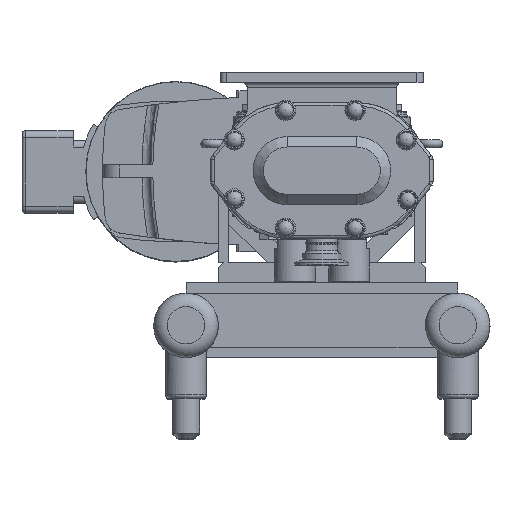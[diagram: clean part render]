
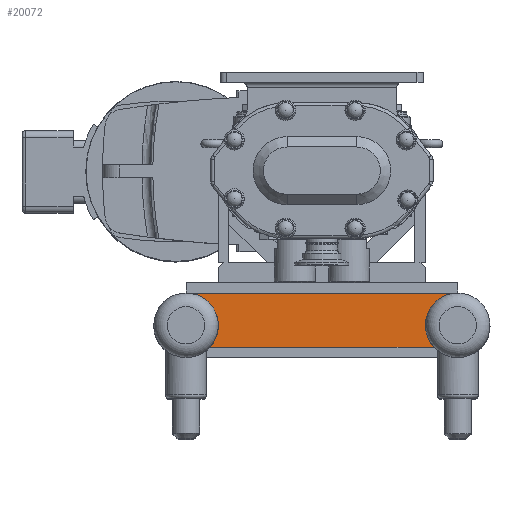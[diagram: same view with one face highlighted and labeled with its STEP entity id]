
A CAD part, top view. The second image highlights one B-rep face of the part: STEP entity #20072.
In plain terms, the highlighted planar face has unit normal (0, 0, 1).
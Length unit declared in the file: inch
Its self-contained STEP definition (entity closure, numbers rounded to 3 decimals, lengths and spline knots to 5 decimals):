
#1935=CIRCLE('',#22269,1.19);
#1936=CIRCLE('',#22270,1.19);
#3361=FACE_OUTER_BOUND('',#4572,.T.);
#4572=EDGE_LOOP('',(#18393,#18394,#18395,#18396,#18397,#18398));
#6064=LINE('',#36612,#7561);
#6066=LINE('',#36617,#7563);
#6067=LINE('',#36621,#7564);
#6068=LINE('',#36624,#7565);
#7561=VECTOR('',#28094,0.3937);
#7563=VECTOR('',#28100,0.3937);
#7564=VECTOR('',#28103,0.3937);
#7565=VECTOR('',#28106,0.3937);
#9532=VERTEX_POINT('',#36605);
#9534=VERTEX_POINT('',#36610);
#9535=VERTEX_POINT('',#36616);
#9536=VERTEX_POINT('',#36618);
#9537=VERTEX_POINT('',#36620);
#9538=VERTEX_POINT('',#36622);
#12489=EDGE_CURVE('',#9532,#9534,#6064,.T.);
#12491=EDGE_CURVE('',#9534,#9535,#6066,.T.);
#12492=EDGE_CURVE('',#9535,#9536,#1935,.T.);
#12493=EDGE_CURVE('',#9536,#9537,#6067,.T.);
#12494=EDGE_CURVE('',#9537,#9538,#1936,.T.);
#12495=EDGE_CURVE('',#9538,#9532,#6068,.T.);
#18393=ORIENTED_EDGE('',*,*,#12489,.T.);
#18394=ORIENTED_EDGE('',*,*,#12491,.T.);
#18395=ORIENTED_EDGE('',*,*,#12492,.T.);
#18396=ORIENTED_EDGE('',*,*,#12493,.T.);
#18397=ORIENTED_EDGE('',*,*,#12494,.T.);
#18398=ORIENTED_EDGE('',*,*,#12495,.T.);
#18983=PLANE('',#22268);
#20072=ADVANCED_FACE('',(#3361),#18983,.T.);
#22268=AXIS2_PLACEMENT_3D('',#36615,#28098,#28099);
#22269=AXIS2_PLACEMENT_3D('',#36619,#28101,#28102);
#22270=AXIS2_PLACEMENT_3D('',#36623,#28104,#28105);
#28094=DIRECTION('',(-1.,0.,0.));
#28098=DIRECTION('center_axis',(0.,0.,
1.));
#28099=DIRECTION('ref_axis',(1.,0.,0.));
#28100=DIRECTION('',(0.,-1.,0.));
#28101=DIRECTION('center_axis',(0.,0.,
-1.));
#28102=DIRECTION('ref_axis',(0.733,-0.681,0.));
#28103=DIRECTION('',(1.,0.,0.));
#28104=DIRECTION('center_axis',(0.,0.,
-1.));
#28105=DIRECTION('ref_axis',(-0.311,0.95,0.));
#28106=DIRECTION('',(0.,1.,0.));
#36605=CARTESIAN_POINT('',(4.63,-4.5,-4.711));
#36610=CARTESIAN_POINT('',(-4.62,-4.5,-4.711));
#36612=CARTESIAN_POINT('',(0.00161,-4.5,-4.711));
#36615=CARTESIAN_POINT('Origin',(0.00321,-5.43522,
-4.711));
#36616=CARTESIAN_POINT('',(-4.62,-4.5598,-4.711));
#36617=CARTESIAN_POINT('',(-4.62,-4.5598,-4.711));
#36618=CARTESIAN_POINT('',(-4.12822,-6.4975,-4.711));
#36619=CARTESIAN_POINT('Origin',(-5.,-5.6875,-4.711));
#36620=CARTESIAN_POINT('',(4.12822,-6.4975,-4.711));
#36621=CARTESIAN_POINT('',(4.12822,-6.4975,-4.711));
#36622=CARTESIAN_POINT('',(4.63,-4.55648,-4.711));
#36623=CARTESIAN_POINT('Origin',(5.,-5.6875,-4.711));
#36624=CARTESIAN_POINT('',(4.63,-4.4975,-4.711));
